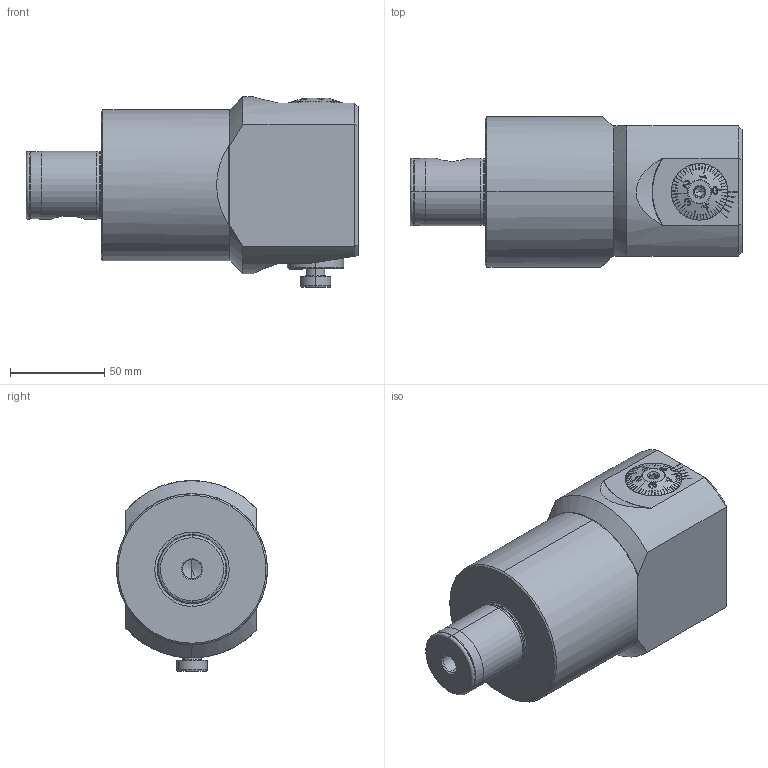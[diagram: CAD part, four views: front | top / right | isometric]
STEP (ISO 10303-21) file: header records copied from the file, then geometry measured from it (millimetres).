
FILE_DESCRIPTION (( 'STEP AP203' ), '1' );
FILE_NAME ('C04.080.116.140.STEP', '2021-01-20T15:37:34', ( '' ), ( '' ), 'SwSTEP 2.0', 'SolidWorks 2017', '' );
FILE_SCHEMA (( 'CONFIG_CONTROL_DESIGN' ));
Length unit declared in the file: millimetre
Products named in the file (16): A55-BG3.011.033_A_gek〉zt; ISO 4026 - M10 x 16; F94-BG1.DA3.030_A; WCB-ER2.001.009_A; DIN 3771 - 25x1.5; F55-BG1.012.012_A; Klebstoff D10; A55-BG2.013.005_C; F94-BG2.014.024_B_Fertig mit Gewinde; DIN 3771 - 13x1; A55-BG2.012.006_B; A55-BG2.011.016_D; C04.080.116.140; F94-BG1.AA4.030; DIN 7984 - M10 x 16; WH8-F94.AA3.140_A
Assembly tree (15 placements, depth 3):
  C04.080.116.140
    WH8-F94.AA3.140_A
    F94-BG1.AA4.030
      F94-BG1.DA3.030_A
      F55-BG1.012.012_A
      A55-BG2.011.016_D
      A55-BG2.012.006_B
      A55-BG2.013.005_C
      DIN 3771 - 25x1.5
      F94-BG2.014.024_B_Fertig mit Gewinde
    A55-BG3.011.033_A_gek〉zt
    WCB-ER2.001.009_A
    Klebstoff D10
    ISO 4026 - M10 x 16
    DIN 7984 - M10 x 16
    DIN 3771 - 13x1
Bounding box: 176 x 80 x 101.15 mm (x, y, z)
Volume: 741649.7 mm3; surface area: 87571.5 mm2
Topology: 14 solids, 14 shells, 732 faces, 1904 edges, 1197 vertices
Faces by surface type: plane 303, cone 185, cylinder 139, torus 68, bspline 35, sphere 2
Entity records: 27495 total; most frequent: CARTESIAN_POINT 8757, ORIENTED_EDGE 3780, DIRECTION 3282, EDGE_CURVE 1890, AXIS2_PLACEMENT_3D 1286, VERTEX_POINT 1197, EDGE_LOOP 779, ADVANCED_FACE 732
